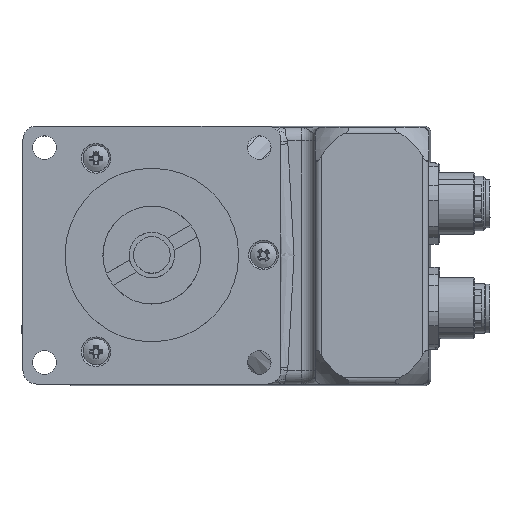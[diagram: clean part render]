
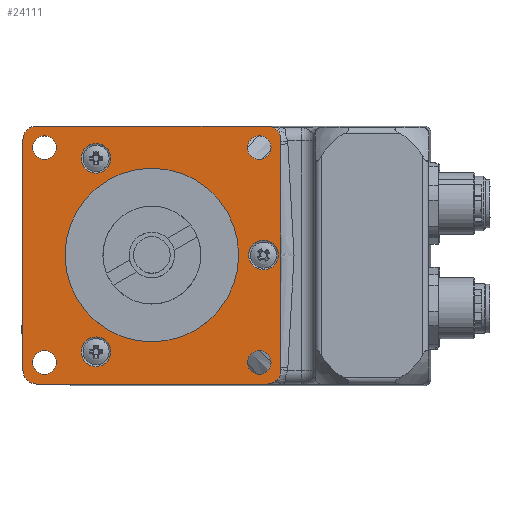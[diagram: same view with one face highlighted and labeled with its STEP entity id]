
A CAD part, top view. The second image highlights one B-rep face of the part: STEP entity #24111.
In plain terms, the highlighted planar face has unit normal (0, 0, 1).
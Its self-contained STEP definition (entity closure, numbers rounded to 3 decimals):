
#1698=FACE_BOUND('',#5347,.T.);
#1699=FACE_BOUND('',#5348,.T.);
#1700=FACE_BOUND('',#5349,.T.);
#1701=FACE_BOUND('',#5350,.T.);
#1702=FACE_BOUND('',#5351,.T.);
#1703=FACE_BOUND('',#5352,.T.);
#1704=FACE_BOUND('',#5353,.T.);
#1705=FACE_BOUND('',#5354,.T.);
#2637=CIRCLE('',#25700,3.25);
#2640=CIRCLE('',#25705,3.25);
#2643=CIRCLE('',#25710,3.25);
#2665=CIRCLE('',#25745,19.05);
#2666=CIRCLE('',#25748,3.);
#2667=CIRCLE('',#25749,3.);
#2668=CIRCLE('',#25750,3.);
#2669=CIRCLE('',#25751,3.);
#2670=CIRCLE('',#25752,2.6);
#2671=CIRCLE('',#25753,2.6);
#2672=CIRCLE('',#25754,2.6);
#2673=CIRCLE('',#25755,2.6);
#3846=FACE_OUTER_BOUND('',#5346,.T.);
#5346=EDGE_LOOP('',(#17185,#17186,#17187,#17188,#17189,#17190,#17191,#17192));
#5347=EDGE_LOOP('',(#17193));
#5348=EDGE_LOOP('',(#17194));
#5349=EDGE_LOOP('',(#17195));
#5350=EDGE_LOOP('',(#17196));
#5351=EDGE_LOOP('',(#17197));
#5352=EDGE_LOOP('',(#17198));
#5353=EDGE_LOOP('',(#17199));
#5354=EDGE_LOOP('',(#17200));
#7145=LINE('',#36111,#9039);
#7146=LINE('',#36115,#9040);
#7147=LINE('',#36119,#9041);
#7148=LINE('',#36123,#9042);
#9039=VECTOR('',#28843,50.6);
#9040=VECTOR('',#28846,50.6);
#9041=VECTOR('',#28849,50.6);
#9042=VECTOR('',#28852,50.6);
#11021=VERTEX_POINT('',#36020);
#11024=VERTEX_POINT('',#36028);
#11027=VERTEX_POINT('',#36036);
#11053=VERTEX_POINT('',#36105);
#11054=VERTEX_POINT('',#36109);
#11055=VERTEX_POINT('',#36110);
#11056=VERTEX_POINT('',#36112);
#11057=VERTEX_POINT('',#36114);
#11058=VERTEX_POINT('',#36116);
#11059=VERTEX_POINT('',#36118);
#11060=VERTEX_POINT('',#36120);
#11061=VERTEX_POINT('',#36122);
#11062=VERTEX_POINT('',#36125);
#11063=VERTEX_POINT('',#36127);
#11064=VERTEX_POINT('',#36129);
#11065=VERTEX_POINT('',#36131);
#13453=EDGE_CURVE('',#11021,#11021,#2637,.T.);
#13456=EDGE_CURVE('',#11024,#11024,#2640,.T.);
#13459=EDGE_CURVE('',#11027,#11027,#2643,.T.);
#13489=EDGE_CURVE('',#11053,#11053,#2665,.T.);
#13490=EDGE_CURVE('',#11054,#11055,#7145,.T.);
#13491=EDGE_CURVE('',#11056,#11054,#2666,.T.);
#13492=EDGE_CURVE('',#11057,#11056,#7146,.T.);
#13493=EDGE_CURVE('',#11058,#11057,#2667,.T.);
#13494=EDGE_CURVE('',#11059,#11058,#7147,.T.);
#13495=EDGE_CURVE('',#11060,#11059,#2668,.T.);
#13496=EDGE_CURVE('',#11061,#11060,#7148,.T.);
#13497=EDGE_CURVE('',#11055,#11061,#2669,.T.);
#13498=EDGE_CURVE('',#11062,#11062,#2670,.T.);
#13499=EDGE_CURVE('',#11063,#11063,#2671,.T.);
#13500=EDGE_CURVE('',#11064,#11064,#2672,.T.);
#13501=EDGE_CURVE('',#11065,#11065,#2673,.T.);
#17185=ORIENTED_EDGE('',*,*,#13490,.F.);
#17186=ORIENTED_EDGE('',*,*,#13491,.F.);
#17187=ORIENTED_EDGE('',*,*,#13492,.F.);
#17188=ORIENTED_EDGE('',*,*,#13493,.F.);
#17189=ORIENTED_EDGE('',*,*,#13494,.F.);
#17190=ORIENTED_EDGE('',*,*,#13495,.F.);
#17191=ORIENTED_EDGE('',*,*,#13496,.F.);
#17192=ORIENTED_EDGE('',*,*,#13497,.F.);
#17193=ORIENTED_EDGE('',*,*,#13453,.T.);
#17194=ORIENTED_EDGE('',*,*,#13456,.T.);
#17195=ORIENTED_EDGE('',*,*,#13459,.T.);
#17196=ORIENTED_EDGE('',*,*,#13498,.T.);
#17197=ORIENTED_EDGE('',*,*,#13499,.T.);
#17198=ORIENTED_EDGE('',*,*,#13500,.T.);
#17199=ORIENTED_EDGE('',*,*,#13501,.T.);
#17200=ORIENTED_EDGE('',*,*,#13489,.T.);
#23317=PLANE('',#25747);
#24111=ADVANCED_FACE('',(#3846,#1698,#1699,#1700,#1701,#1702,#1703,#1704,
#1705),#23317,.T.);
#25700=AXIS2_PLACEMENT_3D('',#36021,#28739,#28740);
#25705=AXIS2_PLACEMENT_3D('',#36029,#28749,#28750);
#25710=AXIS2_PLACEMENT_3D('',#36037,#28759,#28760);
#25745=AXIS2_PLACEMENT_3D('',#36106,#28837,#28838);
#25747=AXIS2_PLACEMENT_3D('',#36108,#28841,#28842);
#25748=AXIS2_PLACEMENT_3D('',#36113,#28844,#28845);
#25749=AXIS2_PLACEMENT_3D('',#36117,#28847,#28848);
#25750=AXIS2_PLACEMENT_3D('',#36121,#28850,#28851);
#25751=AXIS2_PLACEMENT_3D('',#36124,#28853,#28854);
#25752=AXIS2_PLACEMENT_3D('',#36126,#28855,#28856);
#25753=AXIS2_PLACEMENT_3D('',#36128,#28857,#28858);
#25754=AXIS2_PLACEMENT_3D('',#36130,#28859,#28860);
#25755=AXIS2_PLACEMENT_3D('',#36132,#28861,#28862);
#28739=DIRECTION('center_axis',(0.,0.,-1.));
#28740=DIRECTION('ref_axis',(0.,-1.,0.));
#28749=DIRECTION('center_axis',(0.,0.,-1.));
#28750=DIRECTION('ref_axis',(0.,-1.,0.));
#28759=DIRECTION('center_axis',(0.,0.,-1.));
#28760=DIRECTION('ref_axis',(0.,-1.,0.));
#28837=DIRECTION('center_axis',(0.,0.,-1.));
#28838=DIRECTION('ref_axis',(0.,1.,0.));
#28841=DIRECTION('center_axis',(0.,0.,1.));
#28842=DIRECTION('ref_axis',(0.,-1.,0.));
#28843=DIRECTION('',(0.,-1.,0.));
#28844=DIRECTION('center_axis',(0.,0.,-1.));
#28845=DIRECTION('ref_axis',(-1.,0.,0.));
#28846=DIRECTION('',(1.,0.,0.));
#28847=DIRECTION('center_axis',(0.,0.,-1.));
#28848=DIRECTION('ref_axis',(0.,-1.,0.));
#28849=DIRECTION('',(0.,1.,0.));
#28850=DIRECTION('center_axis',(0.,0.,-1.));
#28851=DIRECTION('ref_axis',(1.,0.,0.));
#28852=DIRECTION('',(-1.,0.,0.));
#28853=DIRECTION('center_axis',(0.,0.,-1.));
#28854=DIRECTION('ref_axis',(0.,1.,0.));
#28855=DIRECTION('center_axis',(0.,0.,-1.));
#28856=DIRECTION('ref_axis',(0.,1.,0.));
#28857=DIRECTION('center_axis',(0.,0.,-1.));
#28858=DIRECTION('ref_axis',(0.,1.,0.));
#28859=DIRECTION('center_axis',(0.,0.,-1.));
#28860=DIRECTION('ref_axis',(0.,1.,0.));
#28861=DIRECTION('center_axis',(0.,0.,-1.));
#28862=DIRECTION('ref_axis',(0.,1.,0.));
#36020=CARTESIAN_POINT('',(-12.25,-24.468,0.));
#36021=CARTESIAN_POINT('Origin',(-12.25,-21.218,0.));
#36028=CARTESIAN_POINT('',(-12.25,17.968,0.));
#36029=CARTESIAN_POINT('Origin',(-12.25,21.218,0.));
#36036=CARTESIAN_POINT('',(24.5,-3.25,0.));
#36037=CARTESIAN_POINT('Origin',(24.5,0.,0.));
#36105=CARTESIAN_POINT('',(0.,-19.05,0.));
#36106=CARTESIAN_POINT('Origin',(0.,0.,0.));
#36108=CARTESIAN_POINT('Origin',(0.,0.,
0.));
#36109=CARTESIAN_POINT('',(28.3,25.3,0.));
#36110=CARTESIAN_POINT('',(28.3,-25.3,0.));
#36111=CARTESIAN_POINT('',(28.3,25.3,0.));
#36112=CARTESIAN_POINT('',(25.3,28.3,0.));
#36113=CARTESIAN_POINT('Origin',(25.3,25.3,0.));
#36114=CARTESIAN_POINT('',(-25.3,28.3,0.));
#36115=CARTESIAN_POINT('',(-25.3,28.3,0.));
#36116=CARTESIAN_POINT('',(-28.3,25.3,0.));
#36117=CARTESIAN_POINT('Origin',(-25.3,25.3,0.));
#36118=CARTESIAN_POINT('',(-28.3,-25.3,0.));
#36119=CARTESIAN_POINT('',(-28.3,-25.3,0.));
#36120=CARTESIAN_POINT('',(-25.3,-28.3,0.));
#36121=CARTESIAN_POINT('Origin',(-25.3,-25.3,0.));
#36122=CARTESIAN_POINT('',(25.3,-28.3,0.));
#36123=CARTESIAN_POINT('',(25.3,-28.3,0.));
#36124=CARTESIAN_POINT('Origin',(25.3,-25.3,0.));
#36125=CARTESIAN_POINT('',(-23.55,20.95,0.));
#36126=CARTESIAN_POINT('Origin',(-23.55,23.55,0.));
#36127=CARTESIAN_POINT('',(23.55,20.95,0.));
#36128=CARTESIAN_POINT('Origin',(23.55,23.55,0.));
#36129=CARTESIAN_POINT('',(23.55,-26.15,0.));
#36130=CARTESIAN_POINT('Origin',(23.55,-23.55,0.));
#36131=CARTESIAN_POINT('',(-23.55,-26.15,0.));
#36132=CARTESIAN_POINT('Origin',(-23.55,-23.55,0.));
